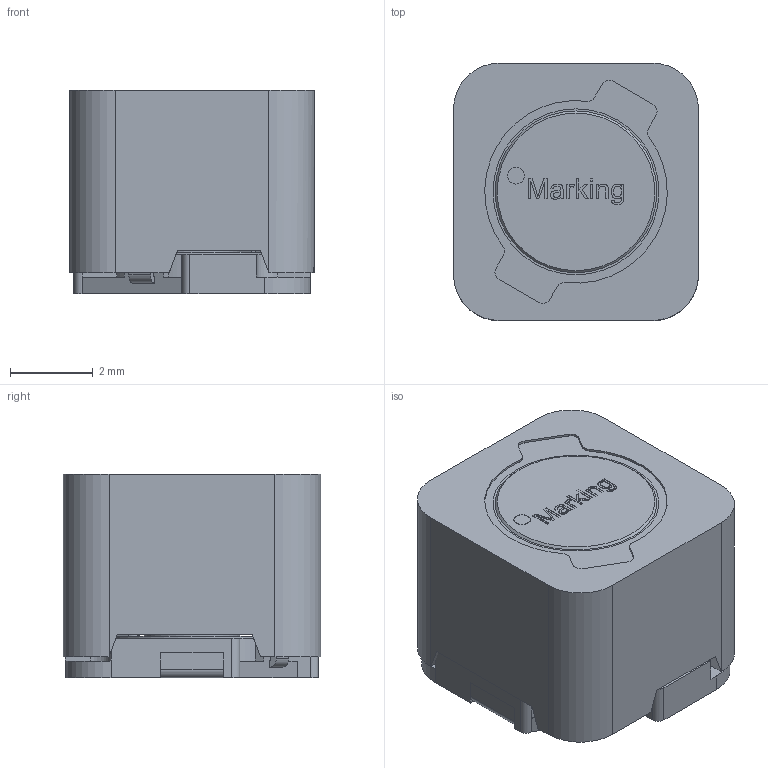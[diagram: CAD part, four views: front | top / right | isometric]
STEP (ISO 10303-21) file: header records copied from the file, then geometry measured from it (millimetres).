
FILE_DESCRIPTION(/* description */ (''),/* implementation_level */ '2;1');
FILE_NAME(/* name */ 'IndPD_6050',/* time_stamp */ '2018-07-31T10:21:20+02:00',/* author */ ('WJ'),/* organization */ ('WÃ¼rth Elektronik eiSos GmbH & Co. KG'),/* preprocessor_version */ 'ST-DEVELOPER v16.7',/* originating_system */ 'DEX',/* authorisation */ $);
FILE_SCHEMA (('AUTOMOTIVE_DESIGN {1 0 10303 214 3 1 1}'));
Length unit declared in the file: millimetre
Products named in the file (6): IndPD_6050; Base; Pin; Core; Shielding; glue
Assembly tree (6 placements, depth 2):
  IndPD_6050
    Base
    Pin  x2
    Core
    Shielding
    glue
Bounding box: 5.9 x 6.2 x 4.9 mm (x, y, z)
Volume: 122.5 mm3; surface area: 412.4 mm2
Topology: 6 solids, 6 shells, 268 faces, 725 edges, 477 vertices
Faces by surface type: plane 182, cylinder 63, bspline 21, cone 2
Full cylindrical faces by diameter (mm): 0.4 x1, 1 x1, 2.3 x1, 4 x3, 4.1 x1
Entity records: 8956 total; most frequent: CARTESIAN_POINT 2272, ORIENTED_EDGE 1300, DIRECTION 1113, EDGE_CURVE 650, VERTEX_POINT 434, LINE 387, VECTOR 387, AXIS2_PLACEMENT_3D 363
